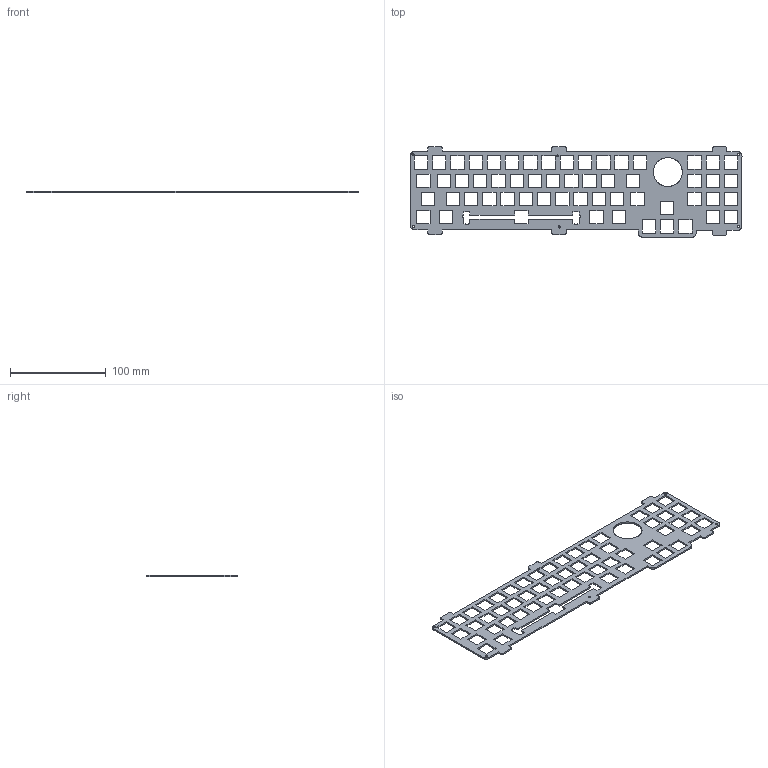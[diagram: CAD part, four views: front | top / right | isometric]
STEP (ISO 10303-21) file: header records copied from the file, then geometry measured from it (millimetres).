
FILE_DESCRIPTION(('KiCad electronic assembly'),'2;1');
FILE_NAME('switchplate.step','2023-05-21T15:46:09',('Pcbnew'),('Kicad'), 'Open CASCADE STEP processor 7.6','KiCad to STEP converter','Unknown' );
FILE_SCHEMA(('AUTOMOTIVE_DESIGN { 1 0 10303 214 1 1 1 1 }'));
Length unit declared in the file: millimetre
Products named in the file (2): switchplate 1; PCB
Assembly tree (1 placements, depth 2):
  switchplate 1
    PCB
Bounding box: 346.9 x 94.96 x 1.6 mm (x, y, z)
Volume: 26832.4 mm3; surface area: 40734 mm2
Topology: 1 solids, 1 shells, 674 faces, 2016 edges, 1344 vertices
Faces by surface type: plane 668, cylinder 6
Full cylindrical faces by diameter (mm): 2.2 x6
Entity records: 48759 total; most frequent: CARTESIAN_POINT 8140, DIRECTION 7400, LINE 6024, VECTOR 6024, ORIENTED_EDGE 4032, PCURVE 4032, DEFINITIONAL_REPRESENTATION 4032, EDGE_CURVE 2016
